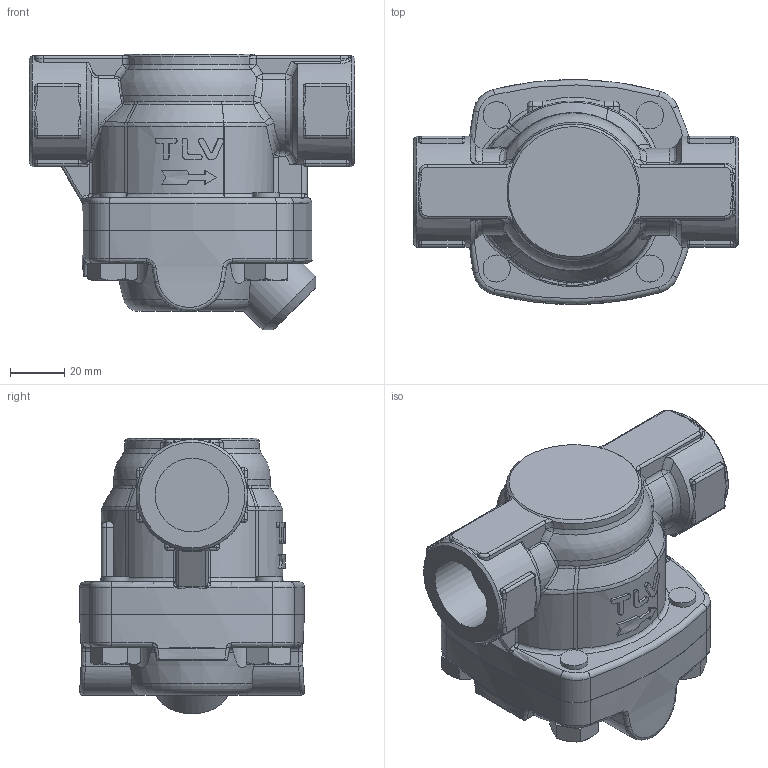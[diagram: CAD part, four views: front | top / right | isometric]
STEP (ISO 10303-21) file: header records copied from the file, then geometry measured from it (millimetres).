
FILE_DESCRIPTION((''),'2;1');
FILE_NAME('ss1vl-020-sw000-00.stp','2009-12-18T15:32:26',('nakaot'),(''),'Autodesk Inventor 2008','Autodesk Inventor 2008','');
FILE_SCHEMA(('AUTOMOTIVE_DESIGN { 1 0 10303 214 1 1 1 1 }'));
Length unit declared in the file: millimetre
Products named in the file (1): ss1vl-020-sw000-00
Bounding box: 120 x 82.99 x 101.77 mm (x, y, z)
Volume: 440628.2 mm3; surface area: 57869.6 mm2
Topology: 1 solids, 1 shells, 629 faces, 1554 edges, 879 vertices
Faces by surface type: bspline 235, cylinder 173, plane 137, cone 35, sphere 30, torus 19
Full cylindrical faces by diameter (mm): 10 x8, 28 x1, 41 x2
Entity records: 33351 total; most frequent: CARTESIAN_POINT 20412, ORIENTED_EDGE 2918, DIRECTION 2343, EDGE_CURVE 1459, AXIS2_PLACEMENT_3D 980, VERTEX_POINT 869, EDGE_LOOP 674, FACE_OUTER_BOUND 629
